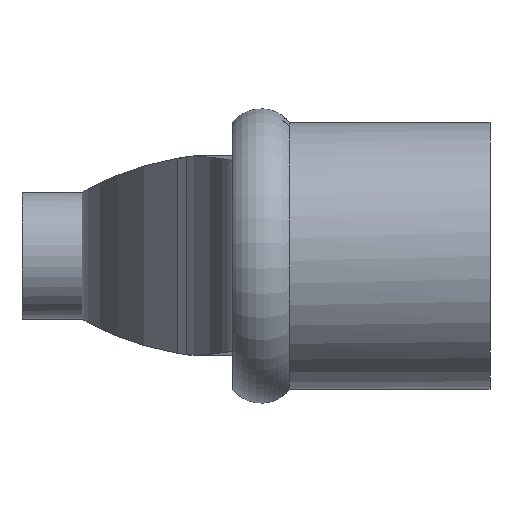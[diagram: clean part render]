
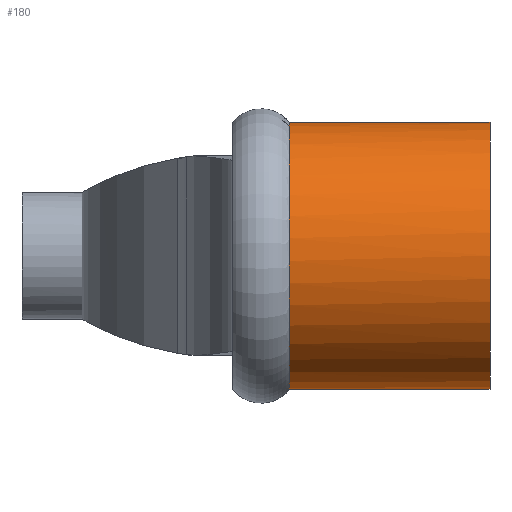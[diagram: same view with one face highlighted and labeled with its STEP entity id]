
A CAD part, left-side view. The second image highlights one B-rep face of the part: STEP entity #180.
In plain terms, the highlighted cylindrical face has radius 20 mm (diameter 40 mm), a full revolution.
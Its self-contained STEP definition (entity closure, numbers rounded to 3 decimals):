
#116=FACE_BOUND('',#283,.T.);
#117=FACE_BOUND('',#284,.T.);
#180=ADVANCED_FACE('',(#116,#117),#199,.T.);
#199=CYLINDRICAL_SURFACE('',#909,20.);
#283=EDGE_LOOP('',(#553));
#284=EDGE_LOOP('',(#554,#555,#556));
#300=CIRCLE('',#874,20.);
#301=CIRCLE('',#876,20.);
#302=CIRCLE('',#878,20.);
#307=CIRCLE('',#907,20.);
#553=ORIENTED_EDGE('',*,*,#759,.F.);
#554=ORIENTED_EDGE('',*,*,#672,.T.);
#555=ORIENTED_EDGE('',*,*,#675,.T.);
#556=ORIENTED_EDGE('',*,*,#678,.F.);
#596=VERTEX_POINT('',#1133);
#597=VERTEX_POINT('',#1134);
#599=VERTEX_POINT('',#1140);
#653=VERTEX_POINT('',#1555);
#672=EDGE_CURVE('',#596,#597,#300,.T.);
#675=EDGE_CURVE('',#597,#599,#301,.T.);
#678=EDGE_CURVE('',#596,#599,#302,.T.);
#759=EDGE_CURVE('',#653,#653,#307,.T.);
#874=AXIS2_PLACEMENT_3D('',#1132,#948,#949);
#876=AXIS2_PLACEMENT_3D('',#1139,#954,#955);
#878=AXIS2_PLACEMENT_3D('',#1145,#960,#961);
#907=AXIS2_PLACEMENT_3D('',#1554,#1056,#1057);
#909=AXIS2_PLACEMENT_3D('',#1557,#1060,#1061);
#948=DIRECTION('',(0.,-1.,0.));
#949=DIRECTION('',(0.,0.,-1.));
#954=DIRECTION('',(0.,-1.,0.));
#955=DIRECTION('',(0.,0.,-1.));
#960=DIRECTION('',(0.,1.,0.));
#961=DIRECTION('',(0.,0.,1.));
#1056=DIRECTION('',(0.,-1.,0.));
#1057=DIRECTION('',(0.,0.,-1.));
#1060=DIRECTION('',(0.,-1.,0.));
#1061=DIRECTION('',(0.,0.,-1.));
#1132=CARTESIAN_POINT('',(126.,84.5,0.));
#1133=CARTESIAN_POINT('',(139.99,84.5,-14.292));
#1134=CARTESIAN_POINT('',(146.,84.5,0.));
#1139=CARTESIAN_POINT('',(126.,84.5,0.));
#1140=CARTESIAN_POINT('',(139.99,84.5,14.292));
#1145=CARTESIAN_POINT('',(126.,84.5,0.));
#1554=CARTESIAN_POINT('',(126.,54.5,0.));
#1555=CARTESIAN_POINT('',(126.,54.5,-20.));
#1557=CARTESIAN_POINT('',(126.,49.5,0.));
